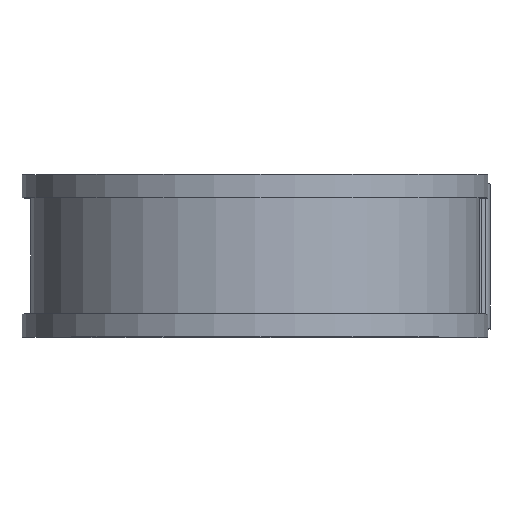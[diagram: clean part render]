
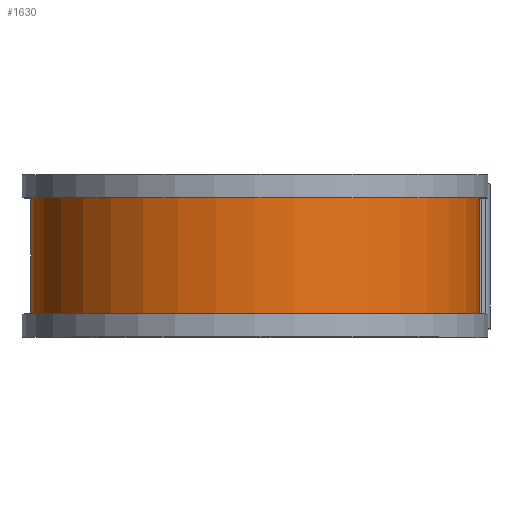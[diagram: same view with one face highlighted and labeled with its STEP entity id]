
A CAD part, top view. The second image highlights one B-rep face of the part: STEP entity #1630.
In plain terms, the highlighted cylindrical face has radius 39.256 mm (diameter 78.511 mm), a partial arc.
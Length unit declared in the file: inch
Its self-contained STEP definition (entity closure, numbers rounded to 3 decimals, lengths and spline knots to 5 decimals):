
#9 = CARTESIAN_POINT ( 'NONE',  ( 1.5455, -0.4, 0. ) ) ;
#199 = VERTEX_POINT ( 'NONE', #232 ) ;
#215 = LINE ( 'NONE', #1580, #618 ) ;
#232 = CARTESIAN_POINT ( 'NONE',  ( 1.5455, 0.4, 0. ) ) ;
#255 = VERTEX_POINT ( 'NONE', #9 ) ;
#303 = ORIENTED_EDGE ( 'NONE', *, *, #1244, .T. ) ;
#334 = DIRECTION ( 'NONE',  ( 0., 0., -1. ) ) ;
#369 = EDGE_CURVE ( 'NONE', #199, #816, #803, .T. ) ;
#416 = ORIENTED_EDGE ( 'NONE', *, *, #1579, .F. ) ;
#427 = CARTESIAN_POINT ( 'NONE',  ( 0., 0.5, -1.5455 ) ) ;
#552 = EDGE_LOOP ( 'NONE', ( #690, #1150, #303, #416 ) ) ;
#573 = AXIS2_PLACEMENT_3D ( 'NONE', #882, #1724, #993 ) ;
#579 = CARTESIAN_POINT ( 'NONE',  ( 0., 0.4, 0. ) ) ;
#618 = VECTOR ( 'NONE', #1224, 39.37008 ) ;
#676 = AXIS2_PLACEMENT_3D ( 'NONE', #579, #1399, #739 ) ;
#690 = ORIENTED_EDGE ( 'NONE', *, *, #1046, .F. ) ;
#739 = DIRECTION ( 'NONE',  ( 0., 0., -1. ) ) ;
#803 = CIRCLE ( 'NONE', #676, 1.5455 ) ;
#816 = VERTEX_POINT ( 'NONE', #1173 ) ;
#882 = CARTESIAN_POINT ( 'NONE',  ( 0., -0.4, 0. ) ) ;
#884 = CARTESIAN_POINT ( 'NONE',  ( 0., 0.5, 0. ) ) ;
#962 = DIRECTION ( 'NONE',  ( 0., -1., 0. ) ) ;
#993 = DIRECTION ( 'NONE',  ( 0., 0., -1. ) ) ;
#995 = DIRECTION ( 'NONE',  ( 0., -1., 0. ) ) ;
#996 = AXIS2_PLACEMENT_3D ( 'NONE', #884, #995, #334 ) ;
#1046 = EDGE_CURVE ( 'NONE', #199, #255, #215, .T. ) ;
#1132 = VERTEX_POINT ( 'NONE', #1342 ) ;
#1150 = ORIENTED_EDGE ( 'NONE', *, *, #369, .T. ) ;
#1173 = CARTESIAN_POINT ( 'NONE',  ( 0., 0.4, -1.5455 ) ) ;
#1224 = DIRECTION ( 'NONE',  ( 0., -1., 0. ) ) ;
#1244 = EDGE_CURVE ( 'NONE', #816, #1132, #1699, .T. ) ;
#1309 = CYLINDRICAL_SURFACE ( 'NONE', #996, 1.5455 ) ;
#1342 = CARTESIAN_POINT ( 'NONE',  ( 0., -0.4, -1.5455 ) ) ;
#1362 = FACE_OUTER_BOUND ( 'NONE', #552, .T. ) ;
#1381 = CIRCLE ( 'NONE', #573, 1.5455 ) ;
#1399 = DIRECTION ( 'NONE',  ( 0., -1., 0. ) ) ;
#1579 = EDGE_CURVE ( 'NONE', #255, #1132, #1381, .T. ) ;
#1580 = CARTESIAN_POINT ( 'NONE',  ( 1.5455, 0.5, 0. ) ) ;
#1630 = ADVANCED_FACE ( 'NONE', ( #1362 ), #1309, .T. ) ;
#1679 = VECTOR ( 'NONE', #962, 39.37008 ) ;
#1699 = LINE ( 'NONE', #427, #1679 ) ;
#1724 = DIRECTION ( 'NONE',  ( 0., -1., 0. ) ) ;
